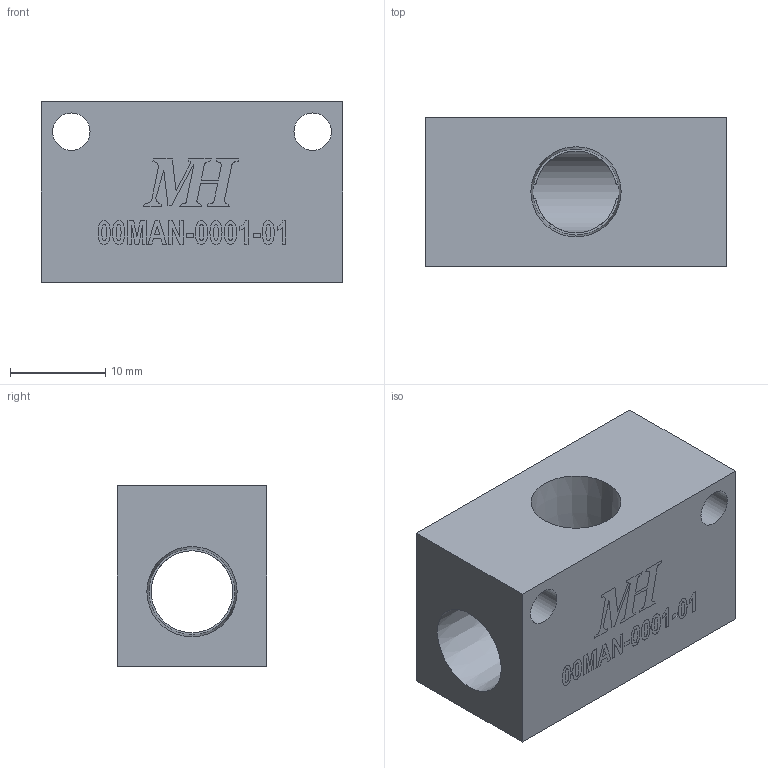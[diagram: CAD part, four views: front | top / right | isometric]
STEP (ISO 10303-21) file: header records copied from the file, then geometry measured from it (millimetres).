
FILE_DESCRIPTION(('STEP AP214'),'1');
FILE_NAME('00MAN-0001-01_B1 (Low Pressure Manifold, Single (1x) 18-27 FNPT).stp','2024-03-28T20:29:43',(' '),(' '),'Spatial InterOp 3D',' ',' ');
FILE_SCHEMA(('AUTOMOTIVE_DESIGN { 1 0 10303 214 1 1 1 1 }'));
Length unit declared in the file: inch
Products named in the file (1): 00MAN-0001-01$B1 (Low Pressure Manifold, Single (1x) 1/8-27 FNPT, Raw)
Bounding box: 31.75 x 15.75 x 19.05 mm (x, y, z)
Volume: 6657.7 mm3; surface area: 4014.1 mm2
Topology: 1 solids, 1 shells, 494 faces, 1412 edges, 942 vertices
Faces by surface type: plane 474, cylinder 17, cone 3
Full cylindrical faces by diameter (mm): 3.937 x2, 8.611 x1
Entity records: 19763 total; most frequent: CARTESIAN_POINT 2850, ORIENTED_EDGE 2808, DIRECTION 2437, EDGE_CURVE 1404, LINE 1357, VECTOR 1357, VERTEX_POINT 941, AXIS2_PLACEMENT_3D 540
